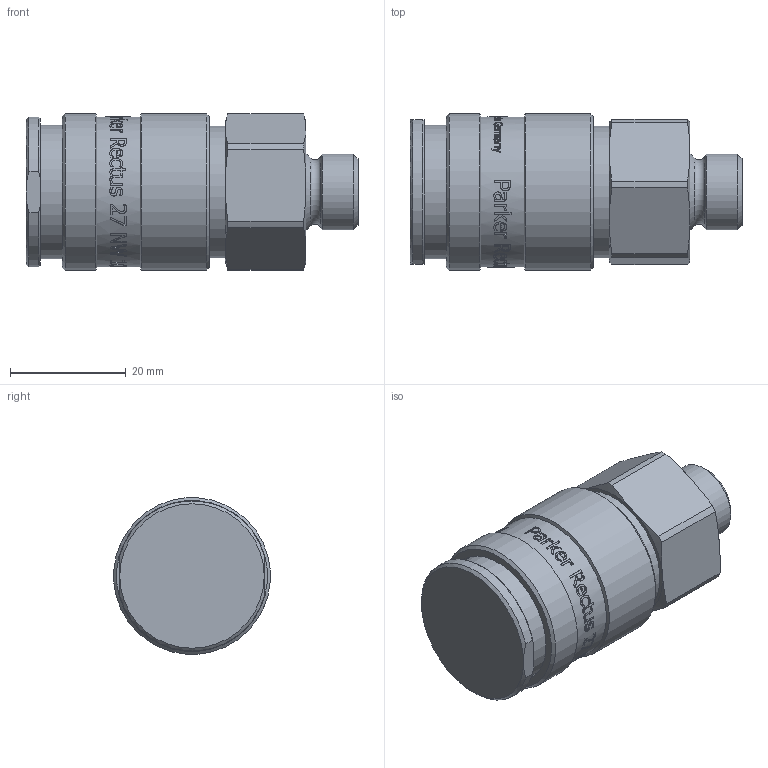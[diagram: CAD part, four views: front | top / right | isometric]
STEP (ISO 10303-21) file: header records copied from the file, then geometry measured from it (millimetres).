
FILE_DESCRIPTION((''),'2;1');
FILE_NAME('27kbaw13evx.stp','2014-01-17T08:21:51',('IA176480'),(''),'Autodesk Inventor 2013','Autodesk Inventor 2013','');
FILE_SCHEMA(('AUTOMOTIVE_DESIGN { 1 0 10303 214 1 1 1 1 }'));
Length unit declared in the file: millimetre
Products named in the file (1): D109090
Bounding box: 57.45 x 27.05 x 27.05 mm (x, y, z)
Volume: 24439.6 mm3; surface area: 10308.9 mm2
Topology: 2 solids, 3 shells, 831 faces, 2236 edges, 1481 vertices
Faces by surface type: bspline 385, plane 322, cylinder 90, cone 33, torus 1
Full cylindrical faces by diameter (mm): 13.157 x1, 18.765 x1, 18.8 x1, 19 x1, 20 x1, 20.3 x1, 20.95 x1, 22.8 x1, 23.1 x1, 23.35 x1, 23.55 x1, 26 x1, 27.15 x2
Entity records: 126323 total; most frequent: CARTESIAN_POINT 107984, ORIENTED_EDGE 4382, DIRECTION 2211, EDGE_CURVE 2191, VERTEX_POINT 1471, B_SPLINE_CURVE_WITH_KNOTS 1066, EDGE_LOOP 936, VECTOR 865
